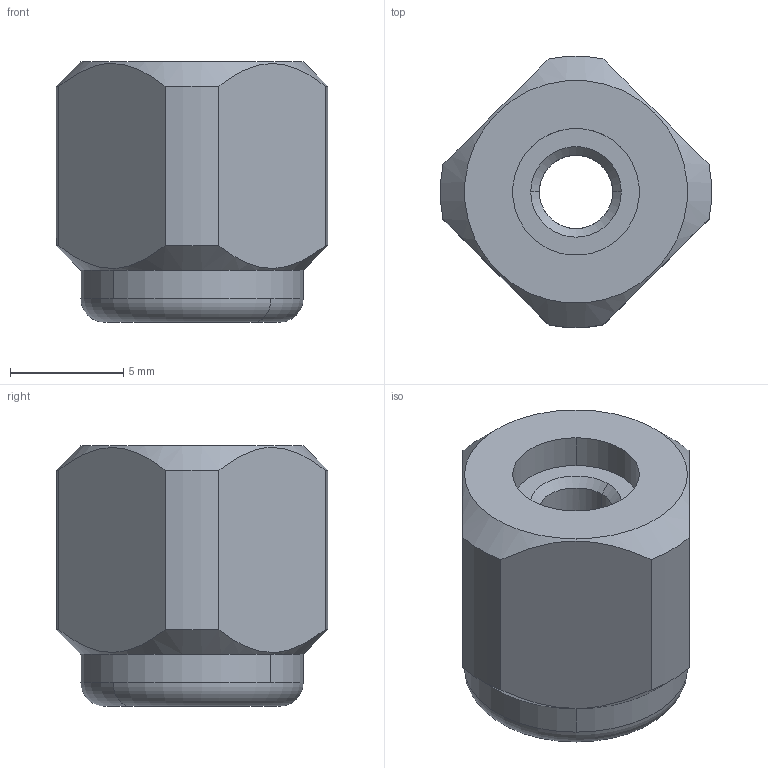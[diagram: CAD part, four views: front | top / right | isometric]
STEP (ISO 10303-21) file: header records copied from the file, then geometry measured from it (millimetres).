
FILE_DESCRIPTION(('STEP AP214'),'1');
FILE_NAME('HALDERN_EH_22150_1331.stp','2014-09-15T07:37:37',('TraceParts'),('TraceParts S.A.'),'XStep 1.0',' ',' ');
FILE_SCHEMA(('automotive_design'));
Length unit declared in the file: millimetre
Products named in the file (2): 1; 2
Bounding box: 11.97 x 11.97 x 11.5 mm (x, y, z)
Volume: 594 mm3; surface area: 1039.3 mm2
Topology: 2 solids, 2 shells, 46 faces, 118 edges, 78 vertices
Faces by surface type: plane 18, cylinder 16, cone 8, torus 4
Entity records: 2799 total; most frequent: CARTESIAN_POINT 276, DIRECTION 260, STYLED_ITEM 242, PRESENTATION_STYLE_ASSIGNMENT 242, COLOUR_RGB 242, ORIENTED_EDGE 236, EDGE_CURVE 118, CURVE_STYLE 118
